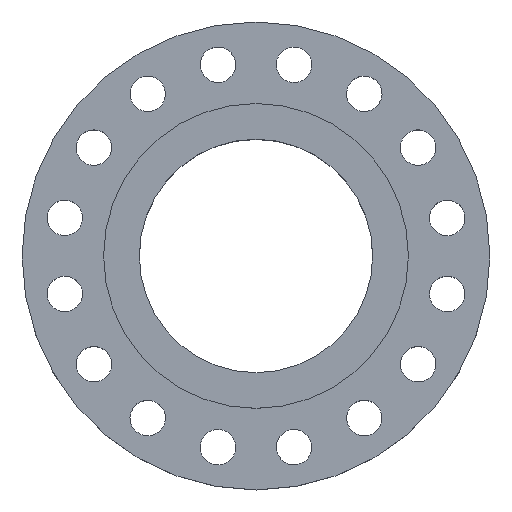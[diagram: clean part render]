
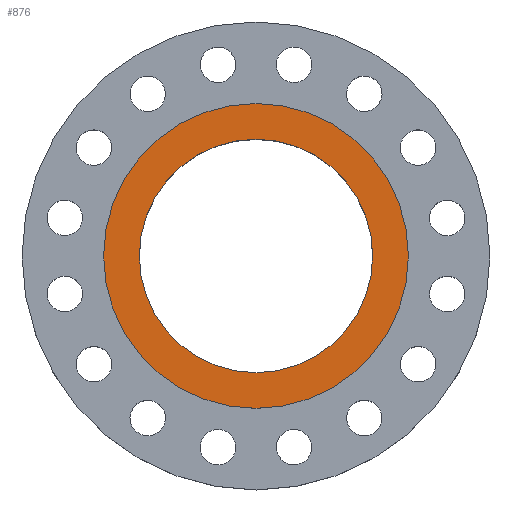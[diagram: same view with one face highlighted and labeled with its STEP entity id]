
A CAD part, top view. The second image highlights one B-rep face of the part: STEP entity #876.
In plain terms, the highlighted planar face has unit normal (0, 0, 1).
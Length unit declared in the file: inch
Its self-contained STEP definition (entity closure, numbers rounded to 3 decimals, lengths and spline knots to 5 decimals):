
#4 = VERTEX_POINT ( 'NONE', #905 ) ;
#5 = ORIENTED_EDGE ( 'NONE', *, *, #1260, .F. ) ;
#73 = CARTESIAN_POINT ( 'NONE',  ( -4.115, 0., 0.25 ) ) ;
#96 = VERTEX_POINT ( 'NONE', #839 ) ;
#99 = AXIS2_PLACEMENT_3D ( 'NONE', #1183, #795, #1341 ) ;
#162 = VERTEX_POINT ( 'NONE', #73 ) ;
#217 = DIRECTION ( 'NONE',  ( 1., 0., 0. ) ) ;
#240 = DIRECTION ( 'NONE',  ( 1., 0., 0. ) ) ;
#264 = CARTESIAN_POINT ( 'NONE',  ( 0., 0., 0.25 ) ) ;
#266 = CARTESIAN_POINT ( 'NONE',  ( 0., 0., 0.25 ) ) ;
#329 = CARTESIAN_POINT ( 'NONE',  ( -5.375, 0., 0.25 ) ) ;
#440 = ORIENTED_EDGE ( 'NONE', *, *, #555, .T. ) ;
#445 = EDGE_CURVE ( 'NONE', #96, #162, #1167, .T. ) ;
#497 = ORIENTED_EDGE ( 'NONE', *, *, #566, .T. ) ;
#503 = CIRCLE ( 'NONE', #1367, 4.115 ) ;
#555 = EDGE_CURVE ( 'NONE', #4, #850, #809, .T. ) ;
#566 = EDGE_CURVE ( 'NONE', #850, #4, #863, .T. ) ;
#643 = DIRECTION ( 'NONE',  ( 0., 0., 1. ) ) ;
#675 = FACE_BOUND ( 'NONE', #1452, .T. ) ;
#711 = CARTESIAN_POINT ( 'NONE',  ( 0., 0., 0.25 ) ) ;
#754 = DIRECTION ( 'NONE',  ( 0., 0., 1. ) ) ;
#784 = AXIS2_PLACEMENT_3D ( 'NONE', #711, #828, #967 ) ;
#795 = DIRECTION ( 'NONE',  ( 0., 0., 1. ) ) ;
#809 = CIRCLE ( 'NONE', #945, 5.375 ) ;
#828 = DIRECTION ( 'NONE',  ( 0., 0., 1. ) ) ;
#839 = CARTESIAN_POINT ( 'NONE',  ( 4.115, 0., 0.25 ) ) ;
#850 = VERTEX_POINT ( 'NONE', #329 ) ;
#863 = CIRCLE ( 'NONE', #1635, 5.375 ) ;
#876 = ADVANCED_FACE ( 'NONE', ( #675, #1307 ), #1439, .T. ) ;
#905 = CARTESIAN_POINT ( 'NONE',  ( 5.375, 0., 0.25 ) ) ;
#916 = DIRECTION ( 'NONE',  ( 0., 0., 1. ) ) ;
#925 = CARTESIAN_POINT ( 'NONE',  ( 0., 0., 0.25 ) ) ;
#945 = AXIS2_PLACEMENT_3D ( 'NONE', #264, #916, #240 ) ;
#967 = DIRECTION ( 'NONE',  ( 1., 0., 0. ) ) ;
#1167 = CIRCLE ( 'NONE', #784, 4.115 ) ;
#1183 = CARTESIAN_POINT ( 'NONE',  ( 0., 0., 0.25 ) ) ;
#1260 = EDGE_CURVE ( 'NONE', #162, #96, #503, .T. ) ;
#1307 = FACE_OUTER_BOUND ( 'NONE', #1575, .T. ) ;
#1341 = DIRECTION ( 'NONE',  ( 1., 0., 0. ) ) ;
#1367 = AXIS2_PLACEMENT_3D ( 'NONE', #266, #754, #217 ) ;
#1400 = ORIENTED_EDGE ( 'NONE', *, *, #445, .F. ) ;
#1439 = PLANE ( 'NONE',  #99 ) ;
#1452 = EDGE_LOOP ( 'NONE', ( #5, #1400 ) ) ;
#1564 = DIRECTION ( 'NONE',  ( 1., 0., 0. ) ) ;
#1575 = EDGE_LOOP ( 'NONE', ( #497, #440 ) ) ;
#1635 = AXIS2_PLACEMENT_3D ( 'NONE', #925, #643, #1564 ) ;
